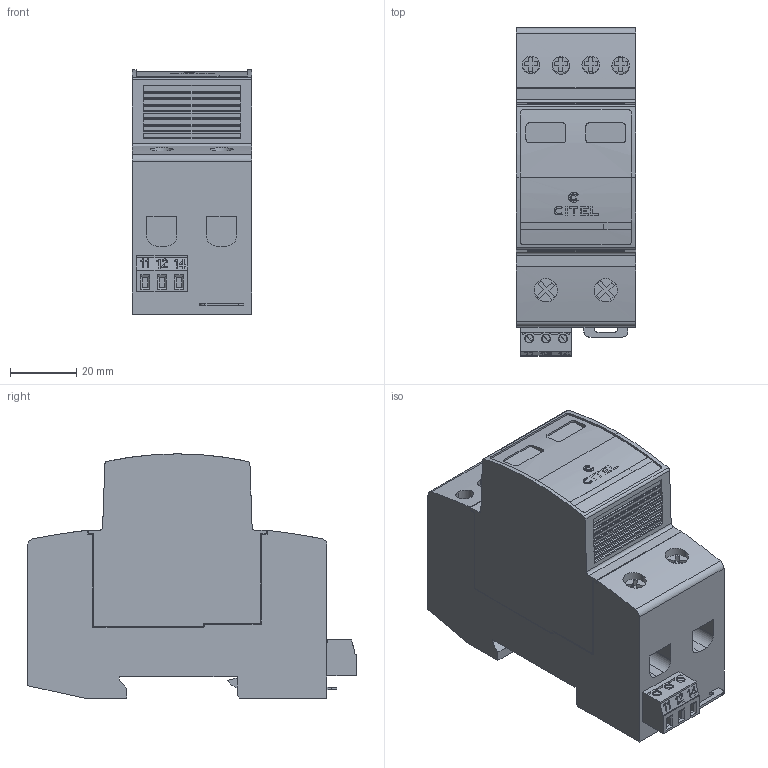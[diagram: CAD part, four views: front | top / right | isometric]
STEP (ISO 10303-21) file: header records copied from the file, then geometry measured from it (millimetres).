
FILE_DESCRIPTION(('STEP AP242'),'1');
FILE_NAME('dac40cs-31-275.stp','2021-11-08T13:12:59',('TraceParts'),('TraceParts S.A.'),'Spatial InterOp 3D',' ',' ');
FILE_SCHEMA(('AP242_MANAGED_MODEL_BASED_3D_ENGINEERING_MIM_LF {1 0 10303 442 1 1 4}'));
Length unit declared in the file: millimetre
Products named in the file (1): dac40cs-31-275
Bounding box: 36 x 98.8 x 73.51 mm (x, y, z)
Volume: 182055.6 mm3; surface area: 27995 mm2
Topology: 1 solids, 1 shells, 605 faces, 1704 edges, 1163 vertices
Faces by surface type: plane 448, cylinder 157
Entity records: 25006 total; most frequent: CARTESIAN_POINT 4633, ORIENTED_EDGE 3408, DIRECTION 3217, EDGE_CURVE 1704, LINE 1275, VECTOR 1275, VERTEX_POINT 1163, AXIS2_PLACEMENT_3D 971
